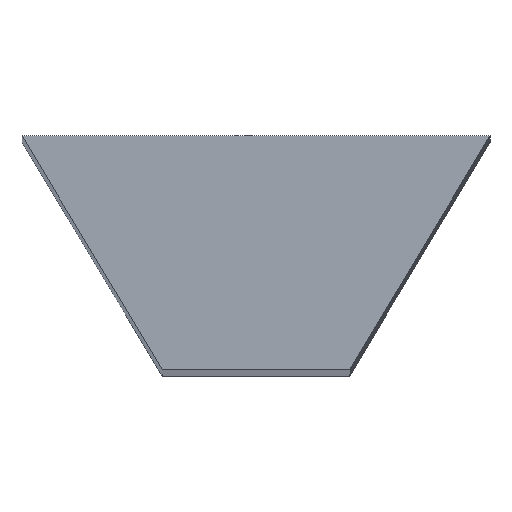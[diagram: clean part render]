
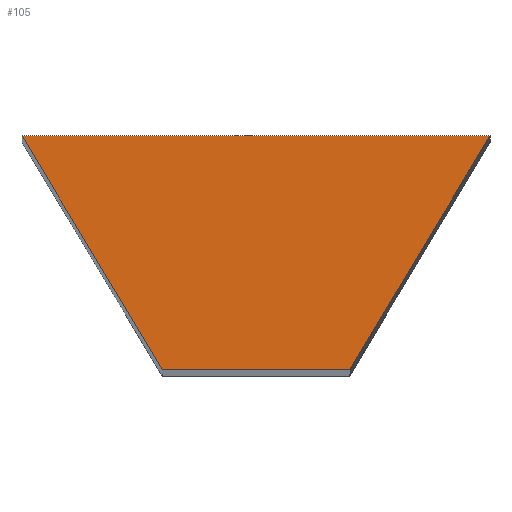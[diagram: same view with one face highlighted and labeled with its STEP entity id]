
A CAD part, top view. The second image highlights one B-rep face of the part: STEP entity #105.
In plain terms, the highlighted planar face has unit normal (0, 0, 1).
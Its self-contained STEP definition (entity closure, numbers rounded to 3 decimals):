
#19=FACE_OUTER_BOUND('',#25,.T.);
#25=EDGE_LOOP('',(#87,#88,#89,#90));
#27=LINE('',#163,#39);
#31=LINE('',#171,#43);
#34=LINE('',#177,#46);
#37=LINE('',#182,#49);
#39=VECTOR('',#137,10.);
#43=VECTOR('',#143,10.);
#46=VECTOR('',#148,10.);
#49=VECTOR('',#153,10.);
#51=VERTEX_POINT('',#161);
#52=VERTEX_POINT('',#162);
#55=VERTEX_POINT('',#170);
#57=VERTEX_POINT('',#176);
#59=EDGE_CURVE('',#51,#52,#27,.T.);
#63=EDGE_CURVE('',#52,#55,#31,.T.);
#66=EDGE_CURVE('',#55,#57,#34,.T.);
#69=EDGE_CURVE('',#57,#51,#37,.T.);
#87=ORIENTED_EDGE('',*,*,#69,.T.);
#88=ORIENTED_EDGE('',*,*,#59,.T.);
#89=ORIENTED_EDGE('',*,*,#63,.T.);
#90=ORIENTED_EDGE('',*,*,#66,.T.);
#99=PLANE('',#131);
#105=ADVANCED_FACE('',(#19),#99,.T.);
#131=AXIS2_PLACEMENT_3D('',#184,#155,#156);
#137=DIRECTION('',(-1.,0.,0.));
#143=DIRECTION('',(0.514,-0.857,0.));
#148=DIRECTION('',(1.,0.,0.));
#153=DIRECTION('',(0.514,0.857,0.));
#155=DIRECTION('center_axis',(0.,0.,1.));
#156=DIRECTION('ref_axis',(1.,0.,0.));
#161=CARTESIAN_POINT('',(7.5,7.5,0.));
#162=CARTESIAN_POINT('',(-7.5,7.5,0.));
#163=CARTESIAN_POINT('',(7.5,7.5,0.));
#170=CARTESIAN_POINT('',(-3.,0.,0.));
#171=CARTESIAN_POINT('',(-7.5,7.5,0.));
#176=CARTESIAN_POINT('',(3.,0.,0.));
#177=CARTESIAN_POINT('',(-3.,0.,0.));
#182=CARTESIAN_POINT('',(3.,0.,0.));
#184=CARTESIAN_POINT('Origin',(0.,3.75,0.));
